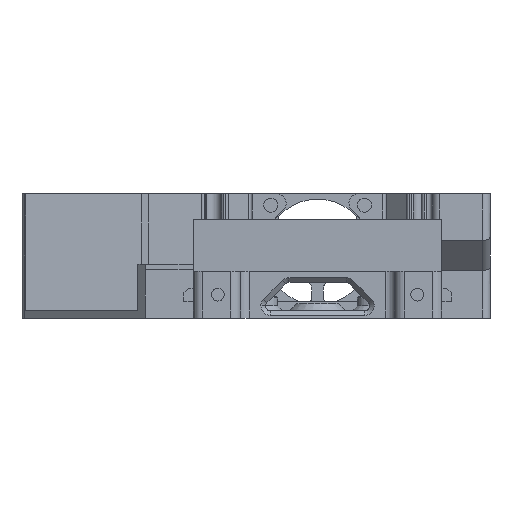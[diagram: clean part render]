
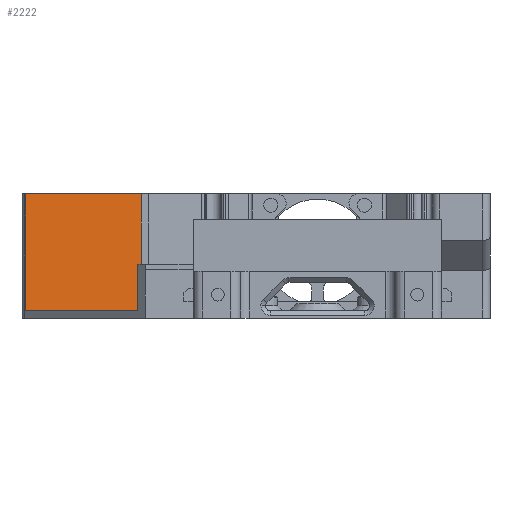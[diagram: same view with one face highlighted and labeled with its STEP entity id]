
A CAD part, left-side view. The second image highlights one B-rep face of the part: STEP entity #2222.
In plain terms, the highlighted planar face has unit normal (-0.707, -0.707, 0).
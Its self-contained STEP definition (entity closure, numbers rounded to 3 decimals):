
#2167=CARTESIAN_POINT('',(633.064,161.462,0.1));
#2168=DIRECTION('',(-0.707,-0.707,0.));
#2169=DIRECTION('',(0.707,-0.707,0.));
#2170=AXIS2_PLACEMENT_3D('',#2167,#2168,#2169);
#2171=PLANE('',#2170);
#2172=CARTESIAN_POINT('',(619.971,174.555,10.));
#2173=VERTEX_POINT('',#2172);
#2174=CARTESIAN_POINT('',(619.971,174.555,25.));
#2175=VERTEX_POINT('',#2174);
#2176=CARTESIAN_POINT('',(619.971,174.555,10.));
#2177=DIRECTION('',(0.,0.,1.));
#2178=VECTOR('',#2177,15.);
#2179=LINE('',#2176,#2178);
#2180=EDGE_CURVE('',#2173,#2175,#2179,.T.);
#2181=ORIENTED_EDGE('',*,*,#2180,.T.);
#2182=CARTESIAN_POINT('',(595.339,199.187,25.));
#2183=VERTEX_POINT('',#2182);
#2184=CARTESIAN_POINT('',(595.339,199.187,25.));
#2185=DIRECTION('',(0.707,-0.707,0.));
#2186=VECTOR('',#2185,34.836);
#2187=LINE('',#2184,#2186);
#2188=EDGE_CURVE('',#2183,#2175,#2187,.T.);
#2189=ORIENTED_EDGE('',*,*,#2188,.F.);
#2190=CARTESIAN_POINT('',(595.339,199.187,0.1));
#2191=VERTEX_POINT('',#2190);
#2192=CARTESIAN_POINT('',(595.339,199.187,0.1));
#2193=DIRECTION('',(0.,0.,1.));
#2194=VECTOR('',#2193,24.9);
#2195=LINE('',#2192,#2194);
#2196=EDGE_CURVE('',#2191,#2183,#2195,.T.);
#2197=ORIENTED_EDGE('',*,*,#2196,.F.);
#2198=CARTESIAN_POINT('',(619.264,175.262,0.1));
#2199=VERTEX_POINT('',#2198);
#2200=CARTESIAN_POINT('',(595.339,199.187,0.1));
#2201=DIRECTION('',(0.707,-0.707,0.));
#2202=VECTOR('',#2201,33.836);
#2203=LINE('',#2200,#2202);
#2204=EDGE_CURVE('',#2191,#2199,#2203,.T.);
#2205=ORIENTED_EDGE('',*,*,#2204,.T.);
#2206=CARTESIAN_POINT('',(619.264,175.262,10.));
#2207=VERTEX_POINT('',#2206);
#2208=CARTESIAN_POINT('',(619.264,175.262,0.1));
#2209=DIRECTION('',(0.,0.,1.));
#2210=VECTOR('',#2209,9.9);
#2211=LINE('',#2208,#2210);
#2212=EDGE_CURVE('',#2199,#2207,#2211,.T.);
#2213=ORIENTED_EDGE('',*,*,#2212,.T.);
#2214=CARTESIAN_POINT('',(619.971,174.555,10.));
#2215=DIRECTION('',(-0.707,0.707,-0.));
#2216=VECTOR('',#2215,1.);
#2217=LINE('',#2214,#2216);
#2218=EDGE_CURVE('',#2173,#2207,#2217,.T.);
#2219=ORIENTED_EDGE('',*,*,#2218,.F.);
#2220=EDGE_LOOP('',(#2181,#2189,#2197,#2205,#2213,#2219));
#2221=FACE_BOUND('',#2220,.T.);
#2222=ADVANCED_FACE('',(#2221),#2171,.T.);
